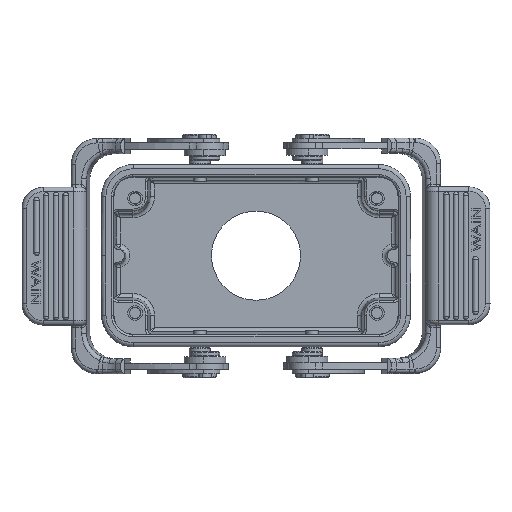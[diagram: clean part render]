
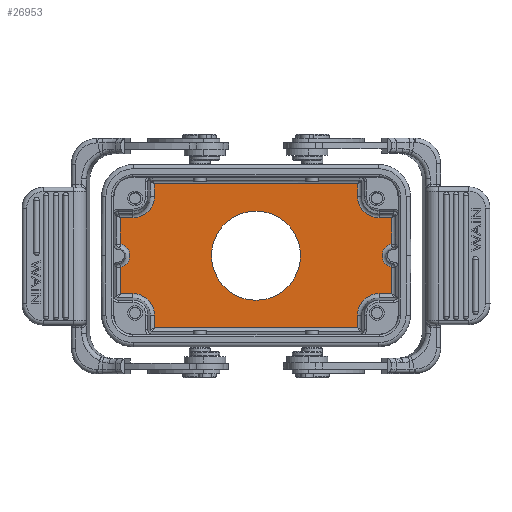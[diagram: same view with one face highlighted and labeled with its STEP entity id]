
A CAD part, front view. The second image highlights one B-rep face of the part: STEP entity #26953.
In plain terms, the highlighted planar face has unit normal (0, -1, 0).
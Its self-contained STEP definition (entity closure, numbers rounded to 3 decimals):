
#209=CARTESIAN_POINT('',(-31.947,19.35,-8.947));
#286=CARTESIAN_POINT('',(29.,19.35,-14.));
#287=DIRECTION('',(0.,-1.,0.));
#288=DIRECTION('',(0.,0.,1.));
#289=AXIS2_PLACEMENT_3D('',#286,#287,#288);
#291=DIRECTION('',(0.,0.,1.));
#292=VECTOR('',#291,2.947);
#293=CARTESIAN_POINT('',(-23.947,19.35,-16.947));
#294=LINE('',#293,#292);
#295=CARTESIAN_POINT('',(-29.,19.35,-14.));
#296=DIRECTION('',(0.,-1.,0.));
#297=DIRECTION('',(1.,0.,0.));
#298=AXIS2_PLACEMENT_3D('',#295,#296,#297);
#300=DIRECTION('',(-1.,0.,0.));
#301=VECTOR('',#300,2.947);
#302=CARTESIAN_POINT('',(-29.,19.35,-8.946));
#303=LINE('',#302,#301);
#304=DIRECTION('',(0.,0.,1.));
#305=VECTOR('',#304,6.23);
#306=CARTESIAN_POINT('',(-31.947,19.35,-8.947));
#307=LINE('',#306,#305);
#308=CARTESIAN_POINT('',(-32.5,19.35,0.));
#309=DIRECTION('',(0.,-1.,0.));
#310=DIRECTION('',(0.2,0.,-0.98));
#311=AXIS2_PLACEMENT_3D('',#308,#309,#310);
#313=CARTESIAN_POINT('',(-29.,19.35,14.));
#314=DIRECTION('',(0.,-1.,0.));
#315=DIRECTION('',(0.,0.,-1.));
#316=AXIS2_PLACEMENT_3D('',#313,#314,#315);
#318=CARTESIAN_POINT('',(29.,19.35,14.));
#319=DIRECTION('',(0.,-1.,0.));
#320=DIRECTION('',(-1.,0.,0.));
#321=AXIS2_PLACEMENT_3D('',#318,#319,#320);
#323=CARTESIAN_POINT('',(32.5,19.35,0.));
#324=DIRECTION('',(0.,-1.,0.));
#325=DIRECTION('',(-0.2,0.,0.98));
#326=AXIS2_PLACEMENT_3D('',#323,#324,#325);
#328=CARTESIAN_POINT('',(0.,19.35,0.));
#329=DIRECTION('',(0.,-1.,0.));
#330=DIRECTION('',(1.,0.,0.));
#331=AXIS2_PLACEMENT_3D('',#328,#329,#330);
#333=CARTESIAN_POINT('',(0.,19.35,0.));
#334=DIRECTION('',(0.,-1.,0.));
#335=DIRECTION('',(-1.,0.,0.));
#336=AXIS2_PLACEMENT_3D('',#333,#334,#335);
#338=DIRECTION('',(0.,0.,1.));
#339=VECTOR('',#338,6.23);
#340=CARTESIAN_POINT('',(31.947,19.35,-8.947));
#341=LINE('',#340,#339);
#446=CARTESIAN_POINT('',(31.947,19.35,8.947));
#461=DIRECTION('',(0.,0.,1.));
#462=VECTOR('',#461,6.23);
#463=CARTESIAN_POINT('',(31.947,19.35,2.717));
#464=LINE('',#463,#462);
#487=DIRECTION('',(-1.,0.,0.));
#488=VECTOR('',#487,2.947);
#489=CARTESIAN_POINT('',(31.947,19.35,8.947));
#490=LINE('',#489,#488);
#514=DIRECTION('',(0.,0.,1.));
#515=VECTOR('',#514,2.947);
#516=CARTESIAN_POINT('',(23.946,19.35,14.));
#517=LINE('',#516,#515);
#553=DIRECTION('',(-1.,0.,0.));
#554=VECTOR('',#553,47.893);
#555=CARTESIAN_POINT('',(23.947,19.35,16.947));
#556=LINE('',#555,#554);
#596=DIRECTION('',(0.,0.,-1.));
#597=VECTOR('',#596,2.947);
#598=CARTESIAN_POINT('',(-23.947,19.35,16.947));
#599=LINE('',#598,#597);
#623=DIRECTION('',(-1.,0.,0.));
#624=VECTOR('',#623,2.947);
#625=CARTESIAN_POINT('',(-29.,19.35,8.946));
#626=LINE('',#625,#624);
#713=DIRECTION('',(0.,0.,-1.));
#714=VECTOR('',#713,6.23);
#715=CARTESIAN_POINT('',(-31.947,19.35,8.947));
#716=LINE('',#715,#714);
#1304=DIRECTION('',(1.,0.,0.));
#1305=VECTOR('',#1304,47.893);
#1306=CARTESIAN_POINT('',(-23.947,19.35,
-16.947));
#1307=LINE('',#1306,#1305);
#1340=DIRECTION('',(0.,0.,1.));
#1341=VECTOR('',#1340,2.947);
#1342=CARTESIAN_POINT('',(23.947,19.35,-16.947));
#1343=LINE('',#1342,#1341);
#1371=DIRECTION('',(1.,0.,0.));
#1372=VECTOR('',#1371,2.947);
#1373=CARTESIAN_POINT('',(29.,19.35,-8.946));
#1374=LINE('',#1373,#1372);
#21313=VERTEX_POINT('',#209);
#21317=CARTESIAN_POINT('',(-31.947,19.35,
-2.717));
#21318=VERTEX_POINT('',#21317);
#21327=CARTESIAN_POINT('',(-29.,19.35,
-8.946));
#21328=VERTEX_POINT('',#21327);
#21331=CARTESIAN_POINT('',(-23.947,19.35,
-14.));
#21332=VERTEX_POINT('',#21331);
#21337=CARTESIAN_POINT('',(-23.947,19.35,
-16.947));
#21338=VERTEX_POINT('',#21337);
#21340=CARTESIAN_POINT('',(29.,19.35,
-8.946));
#21341=CARTESIAN_POINT('',(23.946,19.35,
-13.999));
#21342=VERTEX_POINT('',#21340);
#21343=VERTEX_POINT('',#21341);
#21344=CARTESIAN_POINT('',(-31.947,19.35,
2.716));
#21345=VERTEX_POINT('',#21344);
#21346=CARTESIAN_POINT('',(-29.,19.35,
8.946));
#21347=CARTESIAN_POINT('',(-23.946,19.35,
13.999));
#21348=VERTEX_POINT('',#21346);
#21349=VERTEX_POINT('',#21347);
#21350=CARTESIAN_POINT('',(23.946,19.35,14.));
#21351=CARTESIAN_POINT('',(28.999,19.35,8.946));
#21352=VERTEX_POINT('',#21350);
#21353=VERTEX_POINT('',#21351);
#21354=CARTESIAN_POINT('',(31.947,19.35,2.716));
#21355=CARTESIAN_POINT('',(31.947,19.35,
-2.716));
#21356=VERTEX_POINT('',#21354);
#21357=VERTEX_POINT('',#21355);
#21358=CARTESIAN_POINT('',(10.5,19.35,0.));
#21359=CARTESIAN_POINT('',(-10.5,19.35,0.));
#21360=VERTEX_POINT('',#21358);
#21361=VERTEX_POINT('',#21359);
#21362=CARTESIAN_POINT('',(31.947,19.35,
-8.947));
#21363=VERTEX_POINT('',#21362);
#21389=VERTEX_POINT('',#446);
#21405=CARTESIAN_POINT('',(23.947,19.35,16.947));
#21406=VERTEX_POINT('',#21405);
#21415=CARTESIAN_POINT('',(-23.947,19.35,
16.947));
#21416=VERTEX_POINT('',#21415);
#21432=CARTESIAN_POINT('',(-31.947,19.35,
8.947));
#21433=VERTEX_POINT('',#21432);
#21536=CARTESIAN_POINT('',(23.947,19.35,
-16.947));
#21537=VERTEX_POINT('',#21536);
#26904=CARTESIAN_POINT('',(0.,19.35,0.));
#26905=DIRECTION('',(0.,1.,0.));
#26906=DIRECTION('',(0.,0.,-1.));
#26907=AXIS2_PLACEMENT_3D('',#26904,#26905,#26906);
#26908=PLANE('',#26907);
#26910=ORIENTED_EDGE('',*,*,#26909,.F.);
#26912=ORIENTED_EDGE('',*,*,#26911,.F.);
#26914=ORIENTED_EDGE('',*,*,#26913,.T.);
#26916=ORIENTED_EDGE('',*,*,#26915,.F.);
#26918=ORIENTED_EDGE('',*,*,#26917,.F.);
#26919=ORIENTED_EDGE('',*,*,#26896,.T.);
#26920=ORIENTED_EDGE('',*,*,#26854,.T.);
#26921=ORIENTED_EDGE('',*,*,#26841,.T.);
#26922=ORIENTED_EDGE('',*,*,#26657,.T.);
#26924=ORIENTED_EDGE('',*,*,#26923,.T.);
#26926=ORIENTED_EDGE('',*,*,#26925,.F.);
#26928=ORIENTED_EDGE('',*,*,#26927,.F.);
#26930=ORIENTED_EDGE('',*,*,#26929,.T.);
#26932=ORIENTED_EDGE('',*,*,#26931,.F.);
#26934=ORIENTED_EDGE('',*,*,#26933,.F.);
#26936=ORIENTED_EDGE('',*,*,#26935,.F.);
#26938=ORIENTED_EDGE('',*,*,#26937,.T.);
#26940=ORIENTED_EDGE('',*,*,#26939,.F.);
#26942=ORIENTED_EDGE('',*,*,#26941,.F.);
#26944=ORIENTED_EDGE('',*,*,#26943,.T.);
#26945=EDGE_LOOP('',(#26910,#26912,#26914,#26916,#26918,#26919,#26920,#26921,
#26922,#26924,#26926,#26928,#26930,#26932,#26934,#26936,#26938,#26940,#26942,
#26944));
#26946=FACE_OUTER_BOUND('',#26945,.F.);
#26948=ORIENTED_EDGE('',*,*,#26947,.T.);
#26950=ORIENTED_EDGE('',*,*,#26949,.T.);
#26951=EDGE_LOOP('',(#26948,#26950));
#26952=FACE_BOUND('',#26951,.F.);
#26953=ADVANCED_FACE('',(#26946,#26952),#26908,.F.);
#290=CIRCLE('',#289,5.054);
#299=CIRCLE('',#298,5.054);
#312=CIRCLE('',#311,2.772);
#317=CIRCLE('',#316,5.054);
#322=CIRCLE('',#321,5.054);
#327=CIRCLE('',#326,2.772);
#332=CIRCLE('',#331,10.5);
#337=CIRCLE('',#336,10.5);
#26657=EDGE_CURVE('',#21313,#21318,#307,.T.);
#26841=EDGE_CURVE('',#21328,#21313,#303,.T.);
#26854=EDGE_CURVE('',#21332,#21328,#299,.T.);
#26896=EDGE_CURVE('',#21338,#21332,#294,.T.);
#26909=EDGE_CURVE('',#21363,#21357,#341,.T.);
#26911=EDGE_CURVE('',#21342,#21363,#1374,.T.);
#26913=EDGE_CURVE('',#21342,#21343,#290,.T.);
#26915=EDGE_CURVE('',#21537,#21343,#1343,.T.);
#26917=EDGE_CURVE('',#21338,#21537,#1307,.T.);
#26923=EDGE_CURVE('',#21318,#21345,#312,.T.);
#26925=EDGE_CURVE('',#21433,#21345,#716,.T.);
#26927=EDGE_CURVE('',#21348,#21433,#626,.T.);
#26929=EDGE_CURVE('',#21348,#21349,#317,.T.);
#26931=EDGE_CURVE('',#21416,#21349,#599,.T.);
#26933=EDGE_CURVE('',#21406,#21416,#556,.T.);
#26935=EDGE_CURVE('',#21352,#21406,#517,.T.);
#26937=EDGE_CURVE('',#21352,#21353,#322,.T.);
#26939=EDGE_CURVE('',#21389,#21353,#490,.T.);
#26941=EDGE_CURVE('',#21356,#21389,#464,.T.);
#26943=EDGE_CURVE('',#21356,#21357,#327,.T.);
#26947=EDGE_CURVE('',#21360,#21361,#332,.T.);
#26949=EDGE_CURVE('',#21361,#21360,#337,.T.);
